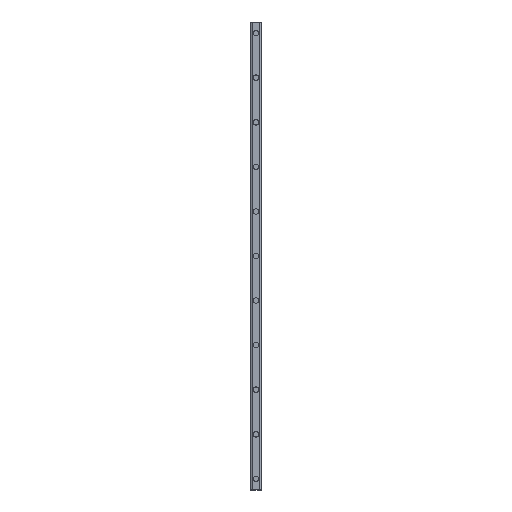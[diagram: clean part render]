
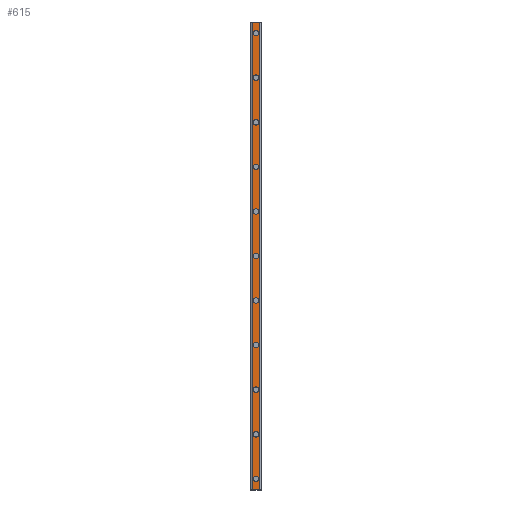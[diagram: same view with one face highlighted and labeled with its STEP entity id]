
A CAD part, top view. The second image highlights one B-rep face of the part: STEP entity #615.
In plain terms, the highlighted planar face has unit normal (0, 0, 1).
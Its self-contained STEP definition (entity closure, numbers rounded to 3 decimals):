
#615=ADVANCED_FACE('',(#1264,#1265,#1266,#1267,#1268,#1269,#1270,#1271,#1272,#1273,#1274,#1275),#1276,.T.);
#1264=FACE_BOUND('',#1951,.T.);
#1265=FACE_BOUND('',#1952,.T.);
#1266=FACE_BOUND('',#1953,.T.);
#1267=FACE_BOUND('',#1954,.T.);
#1268=FACE_BOUND('',#1955,.T.);
#1269=FACE_BOUND('',#1956,.T.);
#1270=FACE_BOUND('',#1957,.T.);
#1271=FACE_BOUND('',#1958,.T.);
#1272=FACE_BOUND('',#1959,.T.);
#1273=FACE_BOUND('',#1960,.T.);
#1274=FACE_BOUND('',#1961,.T.);
#1275=FACE_OUTER_BOUND('',#1962,.T.);
#1276=PLANE('',#1963);
#1951=EDGE_LOOP('',(#3707,#3708));
#1952=EDGE_LOOP('',(#3709,#3710));
#1953=EDGE_LOOP('',(#3711,#3712));
#1954=EDGE_LOOP('',(#3713,#3714));
#1955=EDGE_LOOP('',(#3715,#3716));
#1956=EDGE_LOOP('',(#3717,#3718));
#1957=EDGE_LOOP('',(#3719,#3720));
#1958=EDGE_LOOP('',(#3721,#3722));
#1959=EDGE_LOOP('',(#3723,#3724));
#1960=EDGE_LOOP('',(#3725,#3726));
#1961=EDGE_LOOP('',(#3727,#3728));
#1962=EDGE_LOOP('',(#3729,#3730,#3731,#3732));
#1963=AXIS2_PLACEMENT_3D('',#3733,#3734,#3735);
#3707=ORIENTED_EDGE('',*,*,#4066,.T.);
#3708=ORIENTED_EDGE('',*,*,#4533,.T.);
#3709=ORIENTED_EDGE('',*,*,#4056,.T.);
#3710=ORIENTED_EDGE('',*,*,#4539,.T.);
#3711=ORIENTED_EDGE('',*,*,#4046,.T.);
#3712=ORIENTED_EDGE('',*,*,#4545,.T.);
#3713=ORIENTED_EDGE('',*,*,#4036,.T.);
#3714=ORIENTED_EDGE('',*,*,#4551,.T.);
#3715=ORIENTED_EDGE('',*,*,#4026,.T.);
#3716=ORIENTED_EDGE('',*,*,#4557,.T.);
#3717=ORIENTED_EDGE('',*,*,#4016,.T.);
#3718=ORIENTED_EDGE('',*,*,#4563,.T.);
#3719=ORIENTED_EDGE('',*,*,#4006,.T.);
#3720=ORIENTED_EDGE('',*,*,#4569,.T.);
#3721=ORIENTED_EDGE('',*,*,#3996,.T.);
#3722=ORIENTED_EDGE('',*,*,#4575,.T.);
#3723=ORIENTED_EDGE('',*,*,#3986,.T.);
#3724=ORIENTED_EDGE('',*,*,#4581,.T.);
#3725=ORIENTED_EDGE('',*,*,#3976,.T.);
#3726=ORIENTED_EDGE('',*,*,#4587,.T.);
#3727=ORIENTED_EDGE('',*,*,#3966,.T.);
#3728=ORIENTED_EDGE('',*,*,#4593,.T.);
#3729=ORIENTED_EDGE('',*,*,#4508,.T.);
#3730=ORIENTED_EDGE('',*,*,#4648,.F.);
#3731=ORIENTED_EDGE('',*,*,#4370,.T.);
#3732=ORIENTED_EDGE('',*,*,#4646,.T.);
#3733=CARTESIAN_POINT('',(0.,630.0,15.));
#3734=DIRECTION('',(0.0,0.0,1.0));
#3735=DIRECTION('',(-1.0,0.0,0.0));
#3966=EDGE_CURVE('',#4712,#4709,#4713,.T.);
#3976=EDGE_CURVE('',#4730,#4727,#4731,.T.);
#3986=EDGE_CURVE('',#4748,#4745,#4749,.T.);
#3996=EDGE_CURVE('',#4766,#4763,#4767,.T.);
#4006=EDGE_CURVE('',#4784,#4781,#4785,.T.);
#4016=EDGE_CURVE('',#4802,#4799,#4803,.T.);
#4026=EDGE_CURVE('',#4820,#4817,#4821,.T.);
#4036=EDGE_CURVE('',#4838,#4835,#4839,.T.);
#4046=EDGE_CURVE('',#4856,#4853,#4857,.T.);
#4056=EDGE_CURVE('',#4874,#4871,#4875,.T.);
#4066=EDGE_CURVE('',#4892,#4889,#4893,.T.);
#4370=EDGE_CURVE('',#5344,#5342,#5345,.T.);
#4508=EDGE_CURVE('',#5575,#5573,#5576,.T.);
#4533=EDGE_CURVE('',#4889,#4892,#5623,.T.);
#4539=EDGE_CURVE('',#4871,#4874,#5629,.T.);
#4545=EDGE_CURVE('',#4853,#4856,#5635,.T.);
#4551=EDGE_CURVE('',#4835,#4838,#5641,.T.);
#4557=EDGE_CURVE('',#4817,#4820,#5647,.T.);
#4563=EDGE_CURVE('',#4799,#4802,#5653,.T.);
#4569=EDGE_CURVE('',#4781,#4784,#5659,.T.);
#4575=EDGE_CURVE('',#4763,#4766,#5665,.T.);
#4581=EDGE_CURVE('',#4745,#4748,#5671,.T.);
#4587=EDGE_CURVE('',#4727,#4730,#5677,.T.);
#4593=EDGE_CURVE('',#4709,#4712,#5683,.T.);
#4646=EDGE_CURVE('',#5342,#5575,#5736,.T.);
#4648=EDGE_CURVE('',#5344,#5573,#5738,.T.);
#4709=VERTEX_POINT('',#5801);
#4712=VERTEX_POINT('',#5805);
#4713=CIRCLE('',#5806,3.75);
#4727=VERTEX_POINT('',#5823);
#4730=VERTEX_POINT('',#5827);
#4731=CIRCLE('',#5828,3.75);
#4745=VERTEX_POINT('',#5845);
#4748=VERTEX_POINT('',#5849);
#4749=CIRCLE('',#5850,3.75);
#4763=VERTEX_POINT('',#5867);
#4766=VERTEX_POINT('',#5871);
#4767=CIRCLE('',#5872,3.75);
#4781=VERTEX_POINT('',#5889);
#4784=VERTEX_POINT('',#5893);
#4785=CIRCLE('',#5894,3.75);
#4799=VERTEX_POINT('',#5911);
#4802=VERTEX_POINT('',#5915);
#4803=CIRCLE('',#5916,3.75);
#4817=VERTEX_POINT('',#5933);
#4820=VERTEX_POINT('',#5937);
#4821=CIRCLE('',#5938,3.75);
#4835=VERTEX_POINT('',#5955);
#4838=VERTEX_POINT('',#5959);
#4839=CIRCLE('',#5960,3.75);
#4853=VERTEX_POINT('',#5977);
#4856=VERTEX_POINT('',#5981);
#4857=CIRCLE('',#5982,3.75);
#4871=VERTEX_POINT('',#5999);
#4874=VERTEX_POINT('',#6003);
#4875=CIRCLE('',#6004,3.75);
#4889=VERTEX_POINT('',#6021);
#4892=VERTEX_POINT('',#6025);
#4893=CIRCLE('',#6026,3.75);
#5342=VERTEX_POINT('',#6623);
#5344=VERTEX_POINT('',#6626);
#5345=LINE('',#6627,#6628);
#5573=VERTEX_POINT('',#6942);
#5575=VERTEX_POINT('',#6945);
#5576=LINE('',#6946,#6947);
#5623=CIRCLE('',#7004,3.75);
#5629=CIRCLE('',#7010,3.75);
#5635=CIRCLE('',#7016,3.75);
#5641=CIRCLE('',#7022,3.75);
#5647=CIRCLE('',#7028,3.75);
#5653=CIRCLE('',#7034,3.75);
#5659=CIRCLE('',#7040,3.75);
#5665=CIRCLE('',#7046,3.75);
#5671=CIRCLE('',#7052,3.75);
#5677=CIRCLE('',#7058,3.75);
#5683=CIRCLE('',#7064,3.75);
#5736=LINE('',#7141,#7142);
#5738=LINE('',#7144,#7145);
#5801=CARTESIAN_POINT('',(3.75,15.0,15.));
#5805=CARTESIAN_POINT('',(-3.75,15.0,15.));
#5806=AXIS2_PLACEMENT_3D('',#7229,#7230,#7231);
#5823=CARTESIAN_POINT('',(3.75,75.0,15.));
#5827=CARTESIAN_POINT('',(-3.75,75.0,15.));
#5828=AXIS2_PLACEMENT_3D('',#7245,#7246,#7247);
#5845=CARTESIAN_POINT('',(3.75,135.0,15.));
#5849=CARTESIAN_POINT('',(-3.75,135.0,15.));
#5850=AXIS2_PLACEMENT_3D('',#7261,#7262,#7263);
#5867=CARTESIAN_POINT('',(3.75,195.0,15.));
#5871=CARTESIAN_POINT('',(-3.75,195.0,15.));
#5872=AXIS2_PLACEMENT_3D('',#7277,#7278,#7279);
#5889=CARTESIAN_POINT('',(3.75,255.0,15.));
#5893=CARTESIAN_POINT('',(-3.75,255.0,15.));
#5894=AXIS2_PLACEMENT_3D('',#7293,#7294,#7295);
#5911=CARTESIAN_POINT('',(3.75,315.0,15.));
#5915=CARTESIAN_POINT('',(-3.75,315.0,15.));
#5916=AXIS2_PLACEMENT_3D('',#7309,#7310,#7311);
#5933=CARTESIAN_POINT('',(3.75,375.0,15.));
#5937=CARTESIAN_POINT('',(-3.75,375.0,15.));
#5938=AXIS2_PLACEMENT_3D('',#7325,#7326,#7327);
#5955=CARTESIAN_POINT('',(3.75,435.0,15.));
#5959=CARTESIAN_POINT('',(-3.75,435.0,15.));
#5960=AXIS2_PLACEMENT_3D('',#7341,#7342,#7343);
#5977=CARTESIAN_POINT('',(3.75,495.0,15.));
#5981=CARTESIAN_POINT('',(-3.75,495.0,15.));
#5982=AXIS2_PLACEMENT_3D('',#7357,#7358,#7359);
#5999=CARTESIAN_POINT('',(3.75,555.0,15.));
#6003=CARTESIAN_POINT('',(-3.75,555.0,15.));
#6004=AXIS2_PLACEMENT_3D('',#7373,#7374,#7375);
#6021=CARTESIAN_POINT('',(3.75,615.0,15.));
#6025=CARTESIAN_POINT('',(-3.75,615.0,15.));
#6026=AXIS2_PLACEMENT_3D('',#7389,#7390,#7391);
#6623=CARTESIAN_POINT('',(-5.049,630.0,15.));
#6626=CARTESIAN_POINT('',(5.049,630.0,15.));
#6627=CARTESIAN_POINT('',(5.049,630.0,15.));
#6628=VECTOR('',#7748,1.0);
#6942=CARTESIAN_POINT('',(5.049,0.0,15.));
#6945=CARTESIAN_POINT('',(-5.049,0.0,15.));
#6946=CARTESIAN_POINT('',(5.049,0.0,15.));
#6947=VECTOR('',#7914,1.0);
#7004=AXIS2_PLACEMENT_3D('',#7964,#7965,#7966);
#7010=AXIS2_PLACEMENT_3D('',#7973,#7974,#7975);
#7016=AXIS2_PLACEMENT_3D('',#7982,#7983,#7984);
#7022=AXIS2_PLACEMENT_3D('',#7991,#7992,#7993);
#7028=AXIS2_PLACEMENT_3D('',#8000,#8001,#8002);
#7034=AXIS2_PLACEMENT_3D('',#8009,#8010,#8011);
#7040=AXIS2_PLACEMENT_3D('',#8018,#8019,#8020);
#7046=AXIS2_PLACEMENT_3D('',#8027,#8028,#8029);
#7052=AXIS2_PLACEMENT_3D('',#8036,#8037,#8038);
#7058=AXIS2_PLACEMENT_3D('',#8045,#8046,#8047);
#7064=AXIS2_PLACEMENT_3D('',#8054,#8055,#8056);
#7141=CARTESIAN_POINT('',(-5.049,630.0,15.));
#7142=VECTOR('',#8087,1.0);
#7144=CARTESIAN_POINT('',(5.049,630.0,15.));
#7145=VECTOR('',#8088,1.0);
#7229=CARTESIAN_POINT('',(0.0,15.0,15.));
#7230=DIRECTION('',(0.0,0.0,-1.0));
#7231=DIRECTION('',(1.0,0.0,0.0));
#7245=CARTESIAN_POINT('',(0.0,75.0,15.));
#7246=DIRECTION('',(0.0,0.0,-1.0));
#7247=DIRECTION('',(1.0,0.0,0.0));
#7261=CARTESIAN_POINT('',(0.0,135.0,15.));
#7262=DIRECTION('',(0.0,0.0,-1.0));
#7263=DIRECTION('',(1.0,0.0,0.0));
#7277=CARTESIAN_POINT('',(0.0,195.0,15.));
#7278=DIRECTION('',(0.0,0.0,-1.0));
#7279=DIRECTION('',(1.0,0.0,0.0));
#7293=CARTESIAN_POINT('',(0.0,255.0,15.));
#7294=DIRECTION('',(0.0,0.0,-1.0));
#7295=DIRECTION('',(1.0,0.0,0.0));
#7309=CARTESIAN_POINT('',(0.0,315.0,15.));
#7310=DIRECTION('',(0.0,0.0,-1.0));
#7311=DIRECTION('',(1.0,0.0,0.0));
#7325=CARTESIAN_POINT('',(0.0,375.0,15.));
#7326=DIRECTION('',(0.0,0.0,-1.0));
#7327=DIRECTION('',(1.0,0.0,0.0));
#7341=CARTESIAN_POINT('',(0.0,435.0,15.));
#7342=DIRECTION('',(0.0,0.0,-1.0));
#7343=DIRECTION('',(1.0,0.0,0.0));
#7357=CARTESIAN_POINT('',(0.0,495.0,15.));
#7358=DIRECTION('',(0.0,0.0,-1.0));
#7359=DIRECTION('',(1.0,0.0,0.0));
#7373=CARTESIAN_POINT('',(0.0,555.0,15.));
#7374=DIRECTION('',(0.0,0.0,-1.0));
#7375=DIRECTION('',(1.0,0.0,0.0));
#7389=CARTESIAN_POINT('',(0.0,615.0,15.));
#7390=DIRECTION('',(0.0,0.0,-1.0));
#7391=DIRECTION('',(1.0,0.0,0.0));
#7748=DIRECTION('',(-1.0,0.0,0.0));
#7914=DIRECTION('',(1.0,0.0,0.0));
#7964=CARTESIAN_POINT('',(0.0,615.0,15.));
#7965=DIRECTION('',(0.0,0.0,-1.0));
#7966=DIRECTION('',(1.0,0.0,0.0));
#7973=CARTESIAN_POINT('',(0.0,555.0,15.));
#7974=DIRECTION('',(0.0,0.0,-1.0));
#7975=DIRECTION('',(1.0,0.0,0.0));
#7982=CARTESIAN_POINT('',(0.0,495.0,15.));
#7983=DIRECTION('',(0.0,0.0,-1.0));
#7984=DIRECTION('',(1.0,0.0,0.0));
#7991=CARTESIAN_POINT('',(0.0,435.0,15.));
#7992=DIRECTION('',(0.0,0.0,-1.0));
#7993=DIRECTION('',(1.0,0.0,0.0));
#8000=CARTESIAN_POINT('',(0.0,375.0,15.));
#8001=DIRECTION('',(0.0,0.0,-1.0));
#8002=DIRECTION('',(1.0,0.0,0.0));
#8009=CARTESIAN_POINT('',(0.0,315.0,15.));
#8010=DIRECTION('',(0.0,0.0,-1.0));
#8011=DIRECTION('',(1.0,0.0,0.0));
#8018=CARTESIAN_POINT('',(0.0,255.0,15.));
#8019=DIRECTION('',(0.0,0.0,-1.0));
#8020=DIRECTION('',(1.0,0.0,0.0));
#8027=CARTESIAN_POINT('',(0.0,195.0,15.));
#8028=DIRECTION('',(0.0,0.0,-1.0));
#8029=DIRECTION('',(1.0,0.0,0.0));
#8036=CARTESIAN_POINT('',(0.0,135.0,15.));
#8037=DIRECTION('',(0.0,0.0,-1.0));
#8038=DIRECTION('',(1.0,0.0,0.0));
#8045=CARTESIAN_POINT('',(0.0,75.0,15.));
#8046=DIRECTION('',(0.0,0.0,-1.0));
#8047=DIRECTION('',(1.0,0.0,0.0));
#8054=CARTESIAN_POINT('',(0.0,15.0,15.));
#8055=DIRECTION('',(0.0,0.0,-1.0));
#8056=DIRECTION('',(1.0,0.0,0.0));
#8087=DIRECTION('',(0.0,-1.0,0.0));
#8088=DIRECTION('',(0.0,-1.0,0.0));
